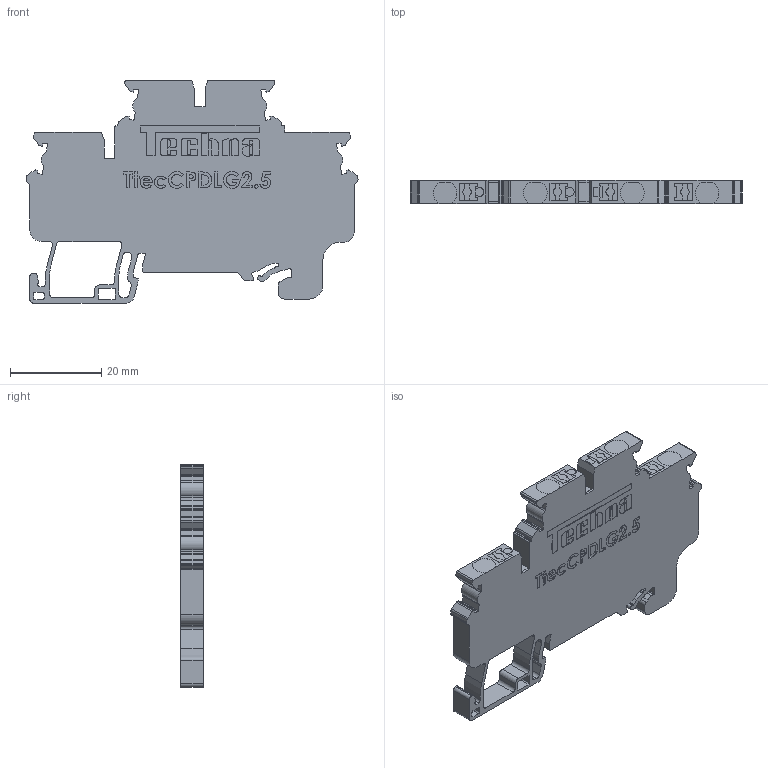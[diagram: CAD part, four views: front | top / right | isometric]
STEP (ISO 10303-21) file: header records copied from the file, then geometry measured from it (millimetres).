
FILE_DESCRIPTION (( 'STEP AP214' ), '1' );
FILE_NAME ('TtecCPDLG2.5.STEP', '2020-07-02T09:30:27', ( '' ), ( '' ), 'SwSTEP 2.0', 'SolidWorks 2020', '' );
FILE_SCHEMA (( 'AUTOMOTIVE_DESIGN' ));
Length unit declared in the file: millimetre
Products named in the file (1): TtecCPDLG2.5
Bounding box: 72.7 x 5 x 48.7 mm (x, y, z)
Volume: 11895.8 mm3; surface area: 6980.1 mm2
Topology: 1 solids, 1 shells, 965 faces, 2734 edges, 1822 vertices
Faces by surface type: plane 520, cylinder 317, bspline 128
Entity records: 44603 total; most frequent: CARTESIAN_POINT 13554, ORIENTED_EDGE 5468, DIRECTION 4788, EDGE_CURVE 2734, LINE 1844, VECTOR 1844, VERTEX_POINT 1822, AXIS2_PLACEMENT_3D 1472
